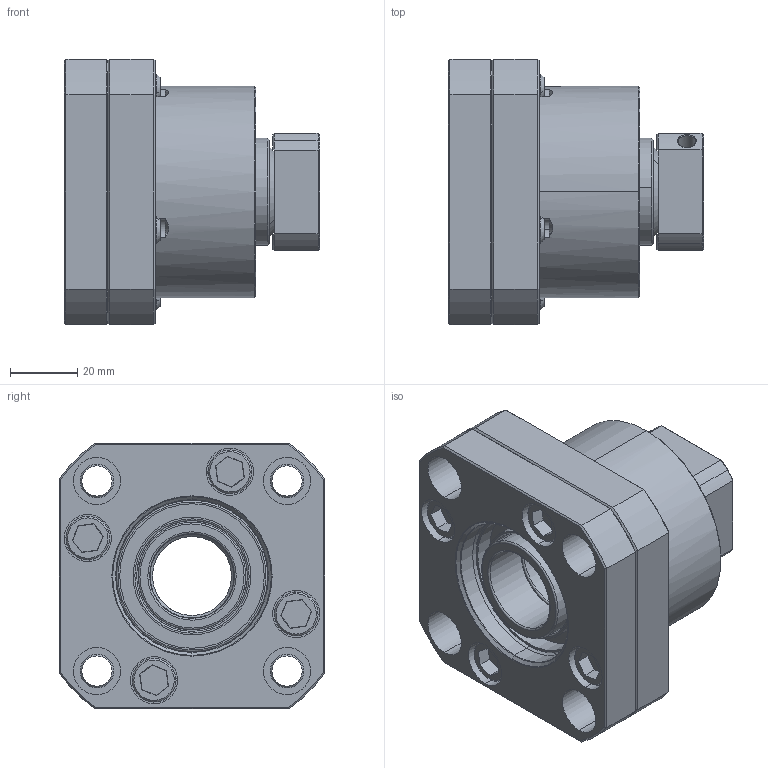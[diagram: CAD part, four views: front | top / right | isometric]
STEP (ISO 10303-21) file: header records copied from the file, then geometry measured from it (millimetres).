
FILE_DESCRIPTION (( 'STEP AP203' ), '1' );
FILE_NAME ('FK25²Õ¦X¥óB.STEP', '2017-12-28T05:32:43', ( '' ), ( '' ), 'SwSTEP 2.0', 'SolidWorks 2017', '' );
FILE_SCHEMA (( 'CONFIG_CONTROL_DESIGN' ));
Length unit declared in the file: millimetre
Products named in the file (1): FK25組合件B
Bounding box: 76 x 79 x 79 mm (x, y, z)
Surface area: 48953.5 mm2 (no closed solid volume)
Topology: 0 solids, 17 shells, 260 faces, 639 edges, 395 vertices
Faces by surface type: cylinder 87, plane 81, cone 68, torus 20, bspline 4
Entity records: 8182 total; most frequent: CARTESIAN_POINT 1941, DIRECTION 1384, ORIENTED_EDGE 1157, EDGE_CURVE 639, AXIS2_PLACEMENT_3D 558, VERTEX_POINT 395, CIRCLE 301, EDGE_LOOP 292
